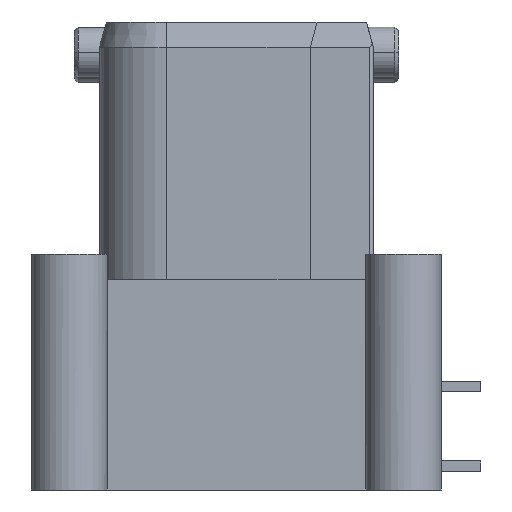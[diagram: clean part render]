
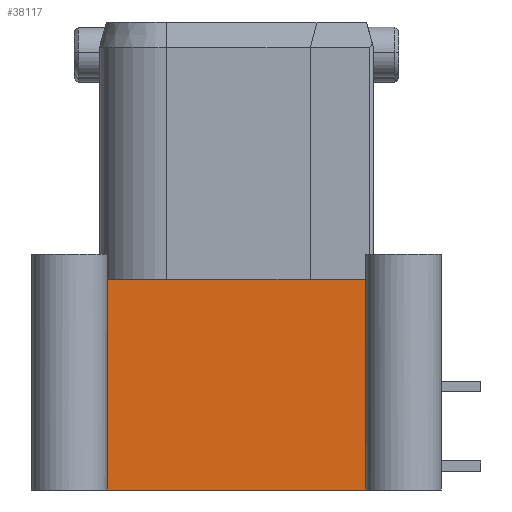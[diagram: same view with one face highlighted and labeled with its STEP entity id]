
A CAD part, left-side view. The second image highlights one B-rep face of the part: STEP entity #38117.
In plain terms, the highlighted planar face has unit normal (-1, 0, 0).
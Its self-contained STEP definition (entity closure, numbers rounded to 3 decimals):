
#2931=DIRECTION('',(0.,1.,0.));
#2932=VECTOR('',#2931,21.193);
#2933=CARTESIAN_POINT('',(-41.6,-10.597,2.7));
#2934=LINE('',#2933,#2932);
#3341=DIRECTION('',(0.,0.,-1.));
#3342=VECTOR('',#3341,16.7);
#3343=CARTESIAN_POINT('',(-41.6,10.597,2.7));
#3344=LINE('',#3343,#3342);
#3562=DIRECTION('',(0.,1.,0.));
#3563=VECTOR('',#3562,21.193);
#3564=CARTESIAN_POINT('',(-41.6,-10.597,-14.));
#3565=LINE('',#3564,#3563);
#13578=DIRECTION('',(0.,0.,-1.));
#13579=VECTOR('',#13578,16.7);
#13580=CARTESIAN_POINT('',(-41.6,-10.597,2.7));
#13581=LINE('',#13580,#13579);
#13942=CARTESIAN_POINT('',(-41.6,-10.597,-14.));
#13943=CARTESIAN_POINT('',(-41.6,10.597,-14.));
#13944=VERTEX_POINT('',#13942);
#13945=VERTEX_POINT('',#13943);
#14102=CARTESIAN_POINT('',(-41.6,-10.597,2.7));
#14103=CARTESIAN_POINT('',(-41.6,10.597,2.7));
#14104=VERTEX_POINT('',#14102);
#14105=VERTEX_POINT('',#14103);
#38106=CARTESIAN_POINT('',(-41.6,-10.597,0.));
#38107=DIRECTION('',(-1.,0.,0.));
#38108=DIRECTION('',(0.,1.,0.));
#38109=AXIS2_PLACEMENT_3D('',#38106,#38107,#38108);
#38110=PLANE('',#38109);
#38111=ORIENTED_EDGE('',*,*,#22713,.F.);
#38112=ORIENTED_EDGE('',*,*,#23269,.T.);
#38113=ORIENTED_EDGE('',*,*,#23413,.T.);
#38114=ORIENTED_EDGE('',*,*,#23149,.F.);
#38115=EDGE_LOOP('',(#38111,#38112,#38113,#38114));
#38116=FACE_OUTER_BOUND('',#38115,.F.);
#38117=ADVANCED_FACE('',(#38116),#38110,.T.);
#22713=EDGE_CURVE('',#14104,#14105,#2934,.T.);
#23149=EDGE_CURVE('',#14105,#13945,#3344,.T.);
#23269=EDGE_CURVE('',#14104,#13944,#13581,.T.);
#23413=EDGE_CURVE('',#13944,#13945,#3565,.T.);
